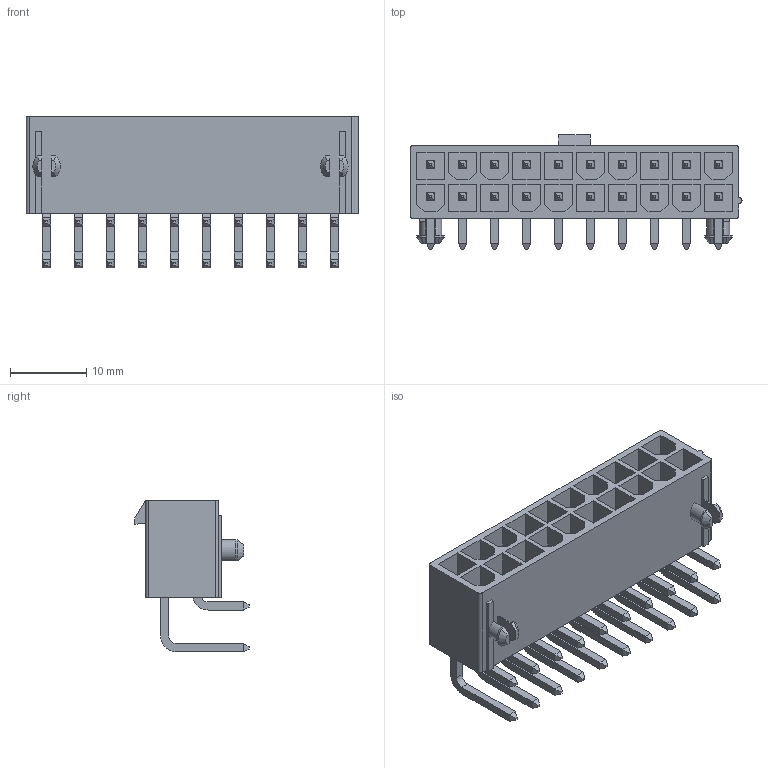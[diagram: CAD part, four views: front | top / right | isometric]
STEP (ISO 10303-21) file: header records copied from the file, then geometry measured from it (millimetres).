
FILE_DESCRIPTION((''),'2;1');
FILE_NAME('039300200','2019-08-08T',('gga'),(''),'PRO/ENGINEER BY PARAMETRIC TECHNOLOGY CORPORATION, 2016010','PRO/ENGINEER BY PARAMETRIC TECHNOLOGY CORPORATION, 2016010','');
FILE_SCHEMA(('CONFIG_CONTROL_DESIGN'));
Length unit declared in the file: millimetre
Products named in the file (1): 039300200
Bounding box: 43.6 x 15 x 19.93 mm (x, y, z)
Volume: 3457.9 mm3; surface area: 6230.3 mm2
Topology: 1 solids, 1 shells, 605 faces, 1489 edges, 950 vertices
Faces by surface type: plane 548, cylinder 53, cone 4
Entity records: 17376 total; most frequent: CARTESIAN_POINT 3013, ORIENTED_EDGE 2886, DIRECTION 2849, EDGE_CURVE 1443, VECTOR 1325, LINE 1325, VERTEX_POINT 902, AXIS2_PLACEMENT_3D 762
